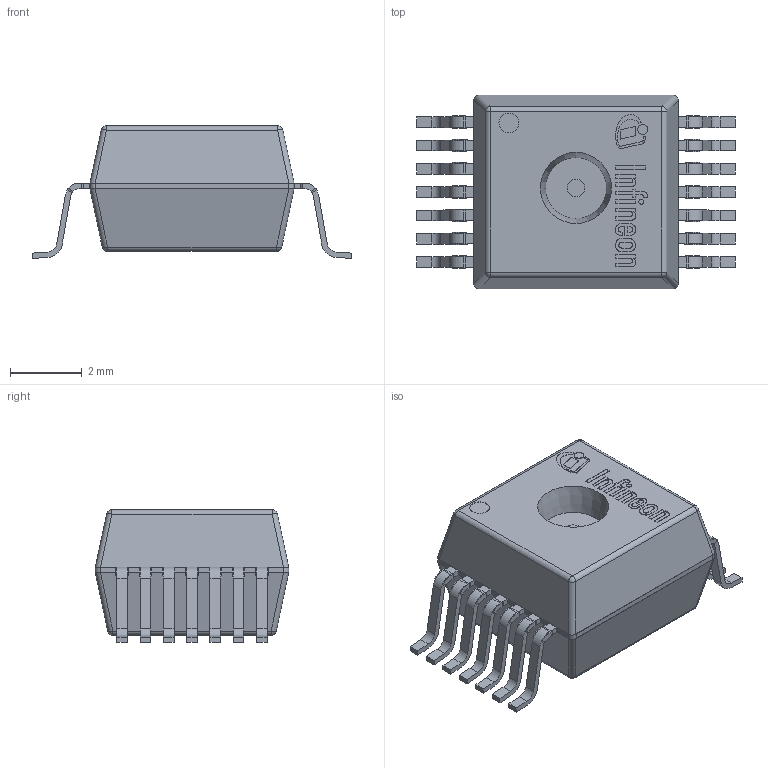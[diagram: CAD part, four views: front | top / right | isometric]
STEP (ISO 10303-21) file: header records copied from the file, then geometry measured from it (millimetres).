
FILE_DESCRIPTION(/* description */ (''),/* implementation_level */ '2;1');
FILE_NAME(/* name */ 'PG-DSOSP-14-82_Z8B00164303_V06_3D.stp',/* time_stamp */ '2020-12-09T21:54:54+05:00',/* author */ ('janartha'),/* organization */ (''),/* preprocessor_version */ 'ST-DEVELOPER v16.13',/* originating_system */ 'AutoCAD Mechanical',/* authorisation */ '');
FILE_SCHEMA (('AUTOMOTIVE_DESIGN { 1 0 10303 214 3 1 1 }'));
Length unit declared in the file: millimetre
Products named in the file (1): Product
Bounding box: 8.9 x 5.4 x 3.71 mm (x, y, z)
Volume: 94.7 mm3; surface area: 309.2 mm2
Topology: 31 solids, 31 shells, 614 faces, 1566 edges, 1018 vertices
Faces by surface type: plane 391, cylinder 168, bspline 46, sphere 8, cone 1
Full cylindrical faces by diameter (mm): 0.134 x1, 0.276 x1, 0.5 x2, 0.55 x2
Entity records: 18905 total; most frequent: CARTESIAN_POINT 4094, ORIENTED_EDGE 3118, DIRECTION 2971, EDGE_CURVE 1559, LINE 1101, VECTOR 1101, VERTEX_POINT 1018, AXIS2_PLACEMENT_3D 935
